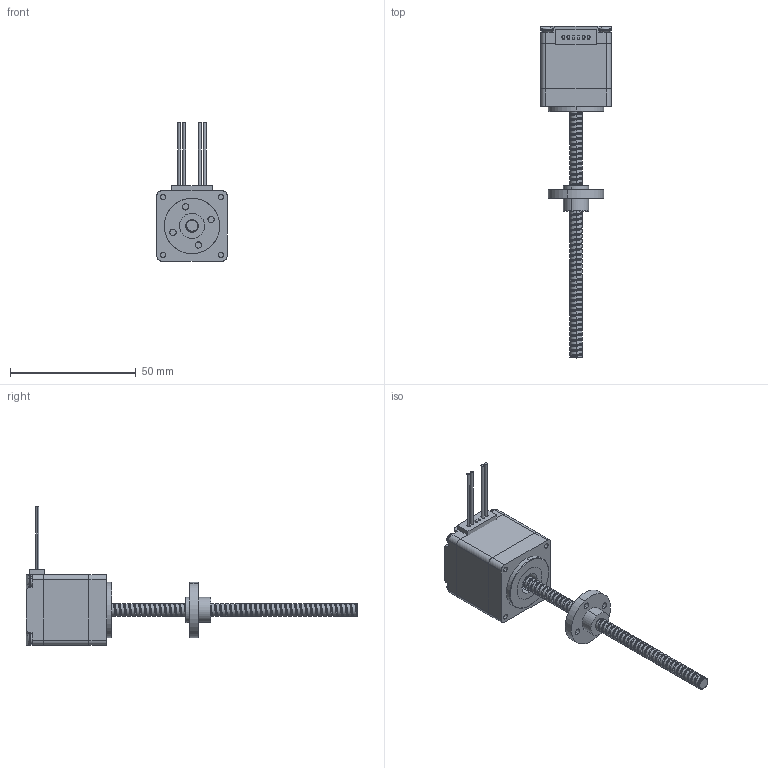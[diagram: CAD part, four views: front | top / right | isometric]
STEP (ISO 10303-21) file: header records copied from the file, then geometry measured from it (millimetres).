
FILE_DESCRIPTION (( 'STEP AP214' ), '1' );
FILE_NAME ('28H232-0674AST.STEP', '2022-02-22T02:34:53', ( '' ), ( '' ), 'SwSTEP 2.0', 'SolidWorks 2020', '' );
FILE_SCHEMA (( 'AUTOMOTIVE_DESIGN' ));
Length unit declared in the file: millimetre
Products named in the file (8): 28B-D13耀倰; 齬脣; 28A-D13耀倰; 28H232-0674AST; M2.5蹟隊; 28隅赽耀倰; TR5x2蹟譫; TR5x2佪裝
Assembly tree (10 placements, depth 2):
  28H232-0674AST
    28隅赽耀倰
    28A-D13耀倰
    28B-D13耀倰
    TR5x2佪裝
    齬脣
    M2.5蹟隊  x4
    TR5x2蹟譫
Bounding box: 28 x 132 x 55 mm (x, y, z)
Volume: 27776.2 mm3; surface area: 16366.8 mm2
Topology: 15 solids, 15 shells, 393 faces, 1026 edges, 672 vertices
Faces by surface type: cylinder 227, plane 138, torus 16, cone 9, bspline 3
Entity records: 21255 total; most frequent: CARTESIAN_POINT 12163, ORIENTED_EDGE 1710, DIRECTION 1526, EDGE_CURVE 855, VERTEX_POINT 564, AXIS2_PLACEMENT_3D 548, LINE 430, VECTOR 430
